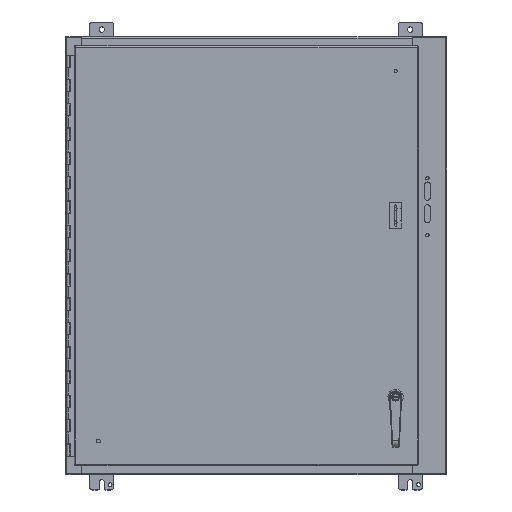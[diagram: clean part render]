
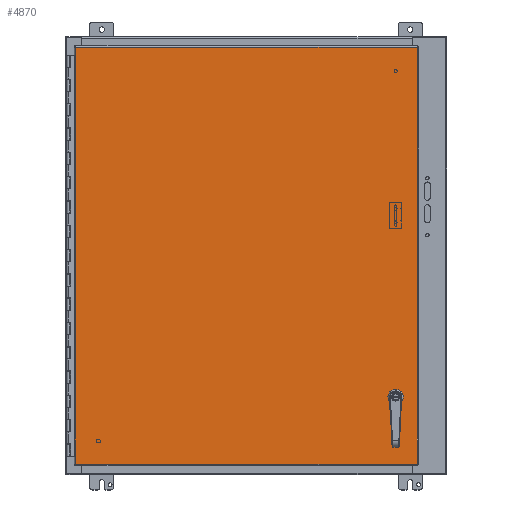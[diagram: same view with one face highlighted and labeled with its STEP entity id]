
A CAD part, top view. The second image highlights one B-rep face of the part: STEP entity #4870.
In plain terms, the highlighted planar face has unit normal (0, 0, 1).
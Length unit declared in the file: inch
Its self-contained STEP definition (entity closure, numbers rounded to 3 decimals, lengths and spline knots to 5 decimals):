
#3393=CARTESIAN_POINT('',(26.05725,5.41238,0.074));
#3394=VERTEX_POINT('',#3393);
#3401=CARTESIAN_POINT('',(26.24463,5.225,0.074));
#3402=VERTEX_POINT('',#3401);
#3403=CARTESIAN_POINT('',(26.45725,5.625,0.074));
#3404=DIRECTION('',(0.0,0.0,-1.0));
#3405=DIRECTION('',(0.883,0.469,0.0));
#3406=AXIS2_PLACEMENT_3D('',#3403,#3404,#3405);
#3407=CIRCLE('',#3406,0.453);
#3408=EDGE_CURVE('',#3402,#3394,#3407,.T.);
#3433=CARTESIAN_POINT('',(26.66987,5.225,0.074));
#3434=VERTEX_POINT('',#3433);
#3435=CARTESIAN_POINT('',(26.66987,5.225,0.074));
#3436=DIRECTION('',(-1.0,0.0,0.0));
#3437=VECTOR('',#3436,0.42525);
#3438=LINE('',#3435,#3437);
#3439=EDGE_CURVE('',#3434,#3402,#3438,.T.);
#3465=CARTESIAN_POINT('',(26.85725,5.41238,0.074));
#3466=VERTEX_POINT('',#3465);
#3467=CARTESIAN_POINT('',(26.45725,5.625,0.074));
#3468=DIRECTION('',(0.0,0.0,-1.0));
#3469=DIRECTION('',(-0.469,0.883,0.0));
#3470=AXIS2_PLACEMENT_3D('',#3467,#3468,#3469);
#3471=CIRCLE('',#3470,0.453);
#3472=EDGE_CURVE('',#3466,#3434,#3471,.T.);
#3497=CARTESIAN_POINT('',(26.85725,5.83762,0.074));
#3498=VERTEX_POINT('',#3497);
#3499=CARTESIAN_POINT('',(26.85725,5.83762,0.074));
#3500=DIRECTION('',(0.0,-1.0,0.0));
#3501=VECTOR('',#3500,0.42525);
#3502=LINE('',#3499,#3501);
#3503=EDGE_CURVE('',#3498,#3466,#3502,.T.);
#3529=CARTESIAN_POINT('',(26.66987,6.025,0.074));
#3530=VERTEX_POINT('',#3529);
#3531=CARTESIAN_POINT('',(26.45725,5.625,0.074));
#3532=DIRECTION('',(0.0,0.0,-1.0));
#3533=DIRECTION('',(-0.883,-0.469,0.0));
#3534=AXIS2_PLACEMENT_3D('',#3531,#3532,#3533);
#3535=CIRCLE('',#3534,0.453);
#3536=EDGE_CURVE('',#3530,#3498,#3535,.T.);
#3561=CARTESIAN_POINT('',(26.24463,6.025,0.074));
#3562=VERTEX_POINT('',#3561);
#3563=CARTESIAN_POINT('',(26.24463,6.025,0.074));
#3564=DIRECTION('',(1.0,0.0,0.0));
#3565=VECTOR('',#3564,0.42525);
#3566=LINE('',#3563,#3565);
#3567=EDGE_CURVE('',#3562,#3530,#3566,.T.);
#3593=CARTESIAN_POINT('',(26.05725,5.83762,0.074));
#3594=VERTEX_POINT('',#3593);
#3595=CARTESIAN_POINT('',(26.45725,5.625,0.074));
#3596=DIRECTION('',(0.0,0.0,-1.0));
#3597=DIRECTION('',(0.469,-0.883,0.0));
#3598=AXIS2_PLACEMENT_3D('',#3595,#3596,#3597);
#3599=CIRCLE('',#3598,0.453);
#3600=EDGE_CURVE('',#3594,#3562,#3599,.T.);
#3623=CARTESIAN_POINT('',(26.05725,5.41238,0.074));
#3624=DIRECTION('',(0.0,1.0,0.0));
#3625=VECTOR('',#3624,0.42525);
#3626=LINE('',#3623,#3625);
#3627=EDGE_CURVE('',#3394,#3594,#3626,.T.);
#3847=CARTESIAN_POINT('',(28.2385,34.39475,0.074));
#3848=VERTEX_POINT('',#3847);
#3859=CARTESIAN_POINT('',(28.2385,0.10525,0.074));
#3860=VERTEX_POINT('',#3859);
#3861=CARTESIAN_POINT('',(28.2385,0.10525,0.074));
#3862=DIRECTION('',(0.0,1.0,0.0));
#3863=VECTOR('',#3862,34.2895);
#3864=LINE('',#3861,#3863);
#3865=EDGE_CURVE('',#3860,#3848,#3864,.T.);
#4127=CARTESIAN_POINT('',(0.10525,34.39475,0.074));
#4128=VERTEX_POINT('',#4127);
#4139=CARTESIAN_POINT('',(28.2385,34.39475,0.074));
#4140=DIRECTION('',(-1.0,0.0,0.0));
#4141=VECTOR('',#4140,28.13325);
#4142=LINE('',#4139,#4141);
#4143=EDGE_CURVE('',#3848,#4128,#4142,.T.);
#4398=CARTESIAN_POINT('',(0.10525,0.10525,0.074));
#4399=VERTEX_POINT('',#4398);
#4410=CARTESIAN_POINT('',(0.10525,34.39475,0.074));
#4411=DIRECTION('',(0.0,-1.0,0.0));
#4412=VECTOR('',#4411,34.2895);
#4413=LINE('',#4410,#4412);
#4414=EDGE_CURVE('',#4128,#4399,#4413,.T.);
#4612=CARTESIAN_POINT('',(0.10525,0.10525,0.074));
#4613=DIRECTION('',(1.0,0.0,0.0));
#4614=VECTOR('',#4613,28.13325);
#4615=LINE('',#4612,#4614);
#4616=EDGE_CURVE('',#4399,#3860,#4615,.T.);
#4849=CARTESIAN_POINT('',(14.17187,17.25,0.074));
#4850=DIRECTION('',(0.0,0.0,1.0));
#4851=DIRECTION('',(1.0,0.0,0.0));
#4852=AXIS2_PLACEMENT_3D('',#4849,#4850,#4851);
#4853=PLANE('',#4852);
#4854=ORIENTED_EDGE('',*,*,#3865,.T.);
#4855=ORIENTED_EDGE('',*,*,#4143,.T.);
#4856=ORIENTED_EDGE('',*,*,#4414,.T.);
#4857=ORIENTED_EDGE('',*,*,#4616,.T.);
#4858=EDGE_LOOP('',(#4854,#4855,#4856,#4857));
#4859=FACE_OUTER_BOUND('',#4858,.T.);
#4860=ORIENTED_EDGE('',*,*,#3408,.T.);
#4861=ORIENTED_EDGE('',*,*,#3627,.T.);
#4862=ORIENTED_EDGE('',*,*,#3600,.T.);
#4863=ORIENTED_EDGE('',*,*,#3567,.T.);
#4864=ORIENTED_EDGE('',*,*,#3536,.T.);
#4865=ORIENTED_EDGE('',*,*,#3503,.T.);
#4866=ORIENTED_EDGE('',*,*,#3472,.T.);
#4867=ORIENTED_EDGE('',*,*,#3439,.T.);
#4868=EDGE_LOOP('',(#4860,#4861,#4862,#4863,#4864,#4865,#4866,#4867));
#4869=FACE_BOUND('',#4868,.T.);
#4870=ADVANCED_FACE('',(#4859,#4869),#4853,.T.);
